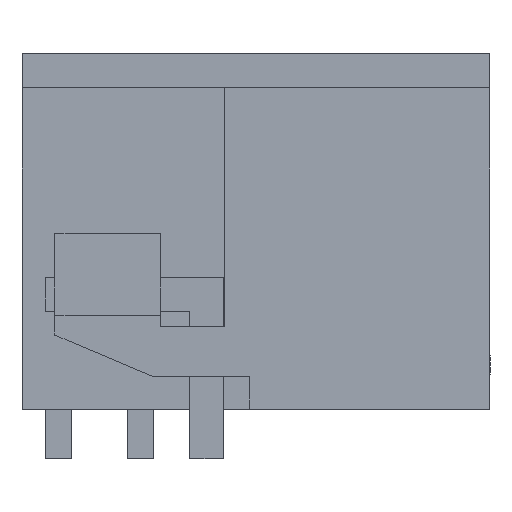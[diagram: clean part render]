
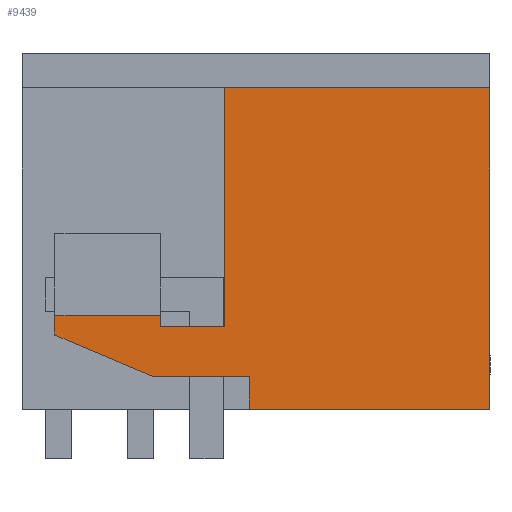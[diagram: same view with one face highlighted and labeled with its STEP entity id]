
A CAD part, left-side view. The second image highlights one B-rep face of the part: STEP entity #9439.
In plain terms, the highlighted planar face has unit normal (-1, 0, 0).
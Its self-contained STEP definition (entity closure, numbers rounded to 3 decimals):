
#9377=AXIS2_PLACEMENT_3D('Plane Axis2P3D',#9374,#9375,#9376) ;
#4990=CARTESIAN_POINT('Vertex',(0.,0.,11.25)) ;
#4993=CARTESIAN_POINT('Line Origine',(0.,0.,6.375)) ;
#4997=CARTESIAN_POINT('Vertex',(0.,0.,1.5)) ;
#8882=CARTESIAN_POINT('Line Origine',(0.,3.65,1.5)) ;
#8886=CARTESIAN_POINT('Vertex',(0.,7.3,1.5)) ;
#9027=CARTESIAN_POINT('Vertex',(0.,8.05,11.25)) ;
#9030=CARTESIAN_POINT('Line Origine',(0.,4.025,11.25)) ;
#9359=CARTESIAN_POINT('Vertex',(0.,7.3,2.497)) ;
#9362=CARTESIAN_POINT('Line Origine',(0.,7.3,1.998)) ;
#9374=CARTESIAN_POINT('Axis2P3D Location',(0.,0.,11.25)) ;
#9379=CARTESIAN_POINT('Line Origine',(0.,8.05,7.625)) ;
#9383=CARTESIAN_POINT('Vertex',(0.,8.05,4.)) ;
#9386=CARTESIAN_POINT('Line Origine',(0.,9.025,4.)) ;
#9390=CARTESIAN_POINT('Vertex',(0.,10.,4.)) ;
#9393=CARTESIAN_POINT('Line Origine',(0.,10.,4.175)) ;
#9397=CARTESIAN_POINT('Vertex',(0.,10.,4.35)) ;
#9400=CARTESIAN_POINT('Line Origine',(0.,11.6,4.35)) ;
#9404=CARTESIAN_POINT('Vertex',(0.,13.2,4.35)) ;
#9407=CARTESIAN_POINT('Line Origine',(0.,13.2,4.05)) ;
#9411=CARTESIAN_POINT('Vertex',(0.,13.2,3.75)) ;
#9414=CARTESIAN_POINT('Line Origine',(0.,11.721,3.123)) ;
#9418=CARTESIAN_POINT('Vertex',(0.,10.242,2.497)) ;
#9421=CARTESIAN_POINT('Line Origine',(0.,8.771,2.497)) ;
#4994=DIRECTION('Vector Direction',(0.,0.,-1.)) ;
#8883=DIRECTION('Vector Direction',(0.,1.,0.)) ;
#9031=DIRECTION('Vector Direction',(0.,1.,0.)) ;
#9363=DIRECTION('Vector Direction',(0.,0.,-1.)) ;
#9375=DIRECTION('Axis2P3D Direction',(1.,0.,0.)) ;
#9376=DIRECTION('Axis2P3D XDirection',(0.,0.,-1.)) ;
#9380=DIRECTION('Vector Direction',(0.,0.,1.)) ;
#9387=DIRECTION('Vector Direction',(0.,-1.,0.)) ;
#9394=DIRECTION('Vector Direction',(0.,0.,1.)) ;
#9401=DIRECTION('Vector Direction',(0.,1.,0.)) ;
#9408=DIRECTION('Vector Direction',(0.,0.,-1.)) ;
#9415=DIRECTION('Vector Direction',(0.,0.921,0.39)) ;
#9422=DIRECTION('Vector Direction',(0.,-1.,0.)) ;
#4995=VECTOR('Line Direction',#4994,1.) ;
#8884=VECTOR('Line Direction',#8883,1.) ;
#9032=VECTOR('Line Direction',#9031,1.) ;
#9364=VECTOR('Line Direction',#9363,1.) ;
#9381=VECTOR('Line Direction',#9380,1.) ;
#9388=VECTOR('Line Direction',#9387,1.) ;
#9395=VECTOR('Line Direction',#9394,1.) ;
#9402=VECTOR('Line Direction',#9401,1.) ;
#9409=VECTOR('Line Direction',#9408,1.) ;
#9416=VECTOR('Line Direction',#9415,1.) ;
#9423=VECTOR('Line Direction',#9422,1.) ;
#9427=ORIENTED_EDGE('',*,*,#9385,.F.) ;
#9428=ORIENTED_EDGE('',*,*,#9392,.F.) ;
#9429=ORIENTED_EDGE('',*,*,#9399,.F.) ;
#9430=ORIENTED_EDGE('',*,*,#9406,.F.) ;
#9431=ORIENTED_EDGE('',*,*,#9413,.F.) ;
#9432=ORIENTED_EDGE('',*,*,#9420,.F.) ;
#9433=ORIENTED_EDGE('',*,*,#9425,.F.) ;
#9434=ORIENTED_EDGE('',*,*,#9366,.F.) ;
#9435=ORIENTED_EDGE('',*,*,#8888,.F.) ;
#9436=ORIENTED_EDGE('',*,*,#4999,.F.) ;
#9437=ORIENTED_EDGE('',*,*,#9034,.T.) ;
#9439=ADVANCED_FACE('HOUSING',(#9438),#9378,.F.) ;
#4999=EDGE_CURVE('',#4991,#4998,#4996,.T.) ;
#8888=EDGE_CURVE('',#4998,#8887,#8885,.T.) ;
#9034=EDGE_CURVE('',#4991,#9028,#9033,.T.) ;
#9366=EDGE_CURVE('',#8887,#9360,#9365,.F.) ;
#9385=EDGE_CURVE('',#9384,#9028,#9382,.T.) ;
#9392=EDGE_CURVE('',#9391,#9384,#9389,.T.) ;
#9399=EDGE_CURVE('',#9398,#9391,#9396,.F.) ;
#9406=EDGE_CURVE('',#9405,#9398,#9403,.F.) ;
#9413=EDGE_CURVE('',#9412,#9405,#9410,.F.) ;
#9420=EDGE_CURVE('',#9419,#9412,#9417,.T.) ;
#9425=EDGE_CURVE('',#9360,#9419,#9424,.F.) ;
#9426=EDGE_LOOP('',(#9427,#9428,#9429,#9430,#9431,#9432,#9433,#9434,#9435,#9436,#9437)) ;
#9438=FACE_OUTER_BOUND('',#9426,.T.) ;
#4996=LINE('Line',#4993,#4995) ;
#8885=LINE('Line',#8882,#8884) ;
#9033=LINE('Line',#9030,#9032) ;
#9365=LINE('Line',#9362,#9364) ;
#9382=LINE('Line',#9379,#9381) ;
#9389=LINE('Line',#9386,#9388) ;
#9396=LINE('Line',#9393,#9395) ;
#9403=LINE('Line',#9400,#9402) ;
#9410=LINE('Line',#9407,#9409) ;
#9417=LINE('Line',#9414,#9416) ;
#9424=LINE('Line',#9421,#9423) ;
#9378=PLANE('',#9377) ;
#4991=VERTEX_POINT('',#4990) ;
#4998=VERTEX_POINT('',#4997) ;
#8887=VERTEX_POINT('',#8886) ;
#9028=VERTEX_POINT('',#9027) ;
#9360=VERTEX_POINT('',#9359) ;
#9384=VERTEX_POINT('',#9383) ;
#9391=VERTEX_POINT('',#9390) ;
#9398=VERTEX_POINT('',#9397) ;
#9405=VERTEX_POINT('',#9404) ;
#9412=VERTEX_POINT('',#9411) ;
#9419=VERTEX_POINT('',#9418) ;
